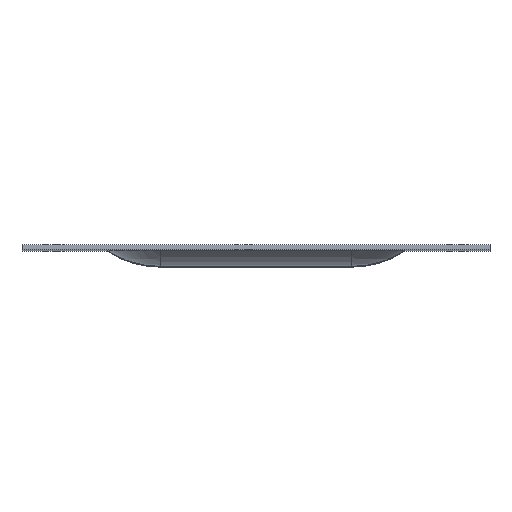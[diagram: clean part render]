
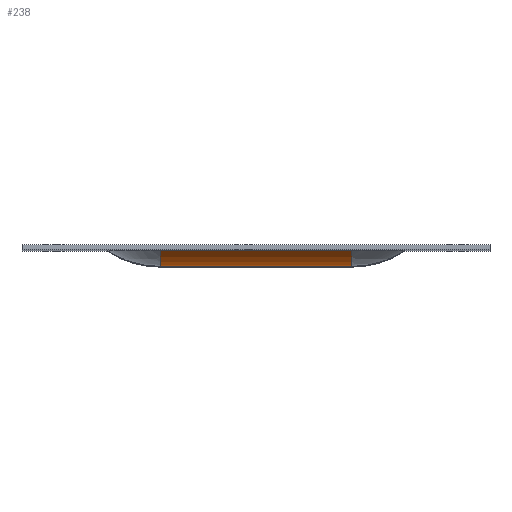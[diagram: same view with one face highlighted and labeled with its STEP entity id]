
A CAD part, top view. The second image highlights one B-rep face of the part: STEP entity #238.
In plain terms, the highlighted cylindrical face has radius 28.904 mm (diameter 57.808 mm), a partial arc.
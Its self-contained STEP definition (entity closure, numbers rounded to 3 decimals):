
#238 = ADVANCED_FACE( '', ( #510 ), #511, .T. );
#510 = FACE_OUTER_BOUND( '', #779, .T. );
#511 = CYLINDRICAL_SURFACE( '', #780, 28.904 );
#779 = EDGE_LOOP( '', ( #1450, #1451, #1452, #1453 ) );
#780 = AXIS2_PLACEMENT_3D( '', #1454, #1455, #1456 );
#1450 = ORIENTED_EDGE( '', *, *, #1739, .T. );
#1451 = ORIENTED_EDGE( '', *, *, #1717, .F. );
#1452 = ORIENTED_EDGE( '', *, *, #1700, .F. );
#1453 = ORIENTED_EDGE( '', *, *, #1576, .T. );
#1454 = CARTESIAN_POINT( '', ( 28.575, 24.154, 80.975 ) );
#1455 = DIRECTION( '', ( 1., 0., 0. ) );
#1456 = DIRECTION( '', ( 0., 0., 1. ) );
#1576 = EDGE_CURVE( '', #1905, #1902, #1906, .T. );
#1700 = EDGE_CURVE( '', #1905, #2104, #2106, .T. );
#1717 = EDGE_CURVE( '', #2104, #2120, #2125, .T. );
#1739 = EDGE_CURVE( '', #1902, #2120, #2147, .T. );
#1902 = VERTEX_POINT( '', #2325 );
#1905 = VERTEX_POINT( '', #2328 );
#1906 = LINE( '', #2329, #2330 );
#2104 = VERTEX_POINT( '', #2582 );
#2106 = CIRCLE( '', #2584, 28.904 );
#2120 = VERTEX_POINT( '', #2600 );
#2125 = LINE( '', #2606, #2607 );
#2147 = CIRCLE( '', #2630, 28.904 );
#2325 = CARTESIAN_POINT( '', ( -28.575, 0., 96.85 ) );
#2328 = CARTESIAN_POINT( '', ( 28.575, 0., 96.85 ) );
#2329 = CARTESIAN_POINT( '', ( 28.575, 0., 96.85 ) );
#2330 = VECTOR( '', #2807, 1000. );
#2582 = CARTESIAN_POINT( '', ( 28.575, -4.75, 80.975 ) );
#2584 = AXIS2_PLACEMENT_3D( '', #3027, #3028, #3029 );
#2600 = CARTESIAN_POINT( '', ( -28.575, -4.75, 80.975 ) );
#2606 = CARTESIAN_POINT( '', ( 28.575, -4.75, 80.975 ) );
#2607 = VECTOR( '', #3054, 1000. );
#2630 = AXIS2_PLACEMENT_3D( '', #3083, #3084, #3085 );
#2807 = DIRECTION( '', ( -1., 0., 0. ) );
#3027 = CARTESIAN_POINT( '', ( 28.575, 24.154, 80.975 ) );
#3028 = DIRECTION( '', ( 1., 0., 0. ) );
#3029 = DIRECTION( '', ( 0., -0.836, 0.549 ) );
#3054 = DIRECTION( '', ( -1., 0., 0. ) );
#3083 = CARTESIAN_POINT( '', ( -28.575, 24.154, 80.975 ) );
#3084 = DIRECTION( '', ( 1., 0., 0. ) );
#3085 = DIRECTION( '', ( 0., -0.836, 0.549 ) );
